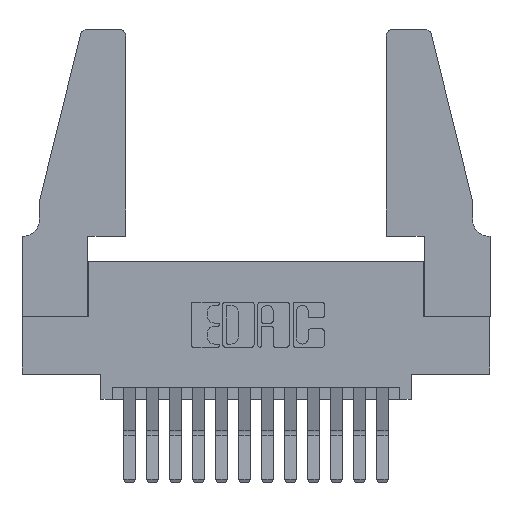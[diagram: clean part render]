
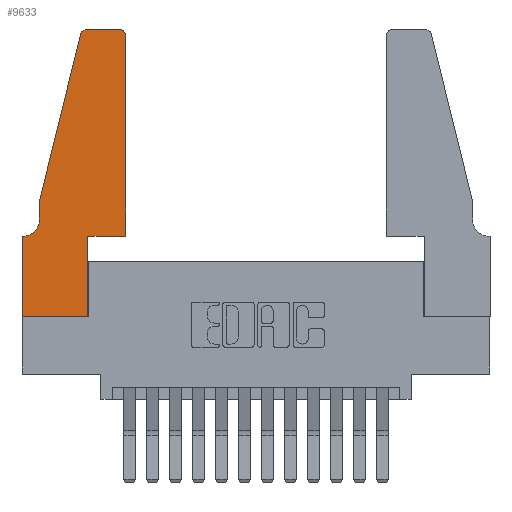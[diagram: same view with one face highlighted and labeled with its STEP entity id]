
A CAD part, top view. The second image highlights one B-rep face of the part: STEP entity #9633.
In plain terms, the highlighted planar face has unit normal (0, 0, 1).
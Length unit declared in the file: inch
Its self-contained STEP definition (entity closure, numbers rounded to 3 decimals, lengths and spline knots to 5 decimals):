
#165 = DIRECTION ( 'NONE',  ( 1., 0., 0. ) ) ;
#416 = CARTESIAN_POINT ( 'NONE',  ( 0., 0., 0.37 ) ) ;
#798 = CARTESIAN_POINT ( 'NONE',  ( 0.2865, 0., 0.37 ) ) ;
#825 = EDGE_CURVE ( 'NONE', #6699, #2308, #12935, .T. ) ;
#1019 = VERTEX_POINT ( 'NONE', #12326 ) ;
#1035 = CARTESIAN_POINT ( 'NONE',  ( 0.25487, 1.22718, 0.37 ) ) ;
#1452 = DIRECTION ( 'NONE',  ( 0., 0., 1. ) ) ;
#1866 = ORIENTED_EDGE ( 'NONE', *, *, #2245, .T. ) ;
#1954 = DIRECTION ( 'NONE',  ( 1., 0., 0. ) ) ;
#2022 = DIRECTION ( 'NONE',  ( 1., 0., 0. ) ) ;
#2039 = VERTEX_POINT ( 'NONE', #7398 ) ;
#2127 = VERTEX_POINT ( 'NONE', #7219 ) ;
#2245 = EDGE_CURVE ( 'NONE', #2308, #13641, #14653, .T. ) ;
#2308 = VERTEX_POINT ( 'NONE', #12379 ) ;
#2646 = DIRECTION ( 'NONE',  ( 1., 0., 0. ) ) ;
#2652 = EDGE_CURVE ( 'NONE', #9908, #2127, #15598, .T. ) ;
#2758 = ORIENTED_EDGE ( 'NONE', *, *, #12639, .T. ) ;
#2803 = CIRCLE ( 'NONE', #3882, 0.07 ) ;
#3019 = VECTOR ( 'NONE', #6403, 39.37008 ) ;
#3071 = CARTESIAN_POINT ( 'NONE',  ( 0.0055, 0.35, 0.37 ) ) ;
#3167 = EDGE_LOOP ( 'NONE', ( #9599, #8910, #3834, #1866, #15190, #11273, #6640, #8945, #2758, #10033, #9956, #7682 ) ) ;
#3177 = VERTEX_POINT ( 'NONE', #13662 ) ;
#3356 = CIRCLE ( 'NONE', #9535, 0.03 ) ;
#3649 = VERTEX_POINT ( 'NONE', #9624 ) ;
#3826 = CARTESIAN_POINT ( 'NONE',  ( 0.0755, 0.5, 0.37 ) ) ;
#3834 = ORIENTED_EDGE ( 'NONE', *, *, #825, .T. ) ;
#3882 = AXIS2_PLACEMENT_3D ( 'NONE', #14331, #15572, #10660 ) ;
#4714 = EDGE_CURVE ( 'NONE', #2127, #1019, #5313, .T. ) ;
#4735 = EDGE_CURVE ( 'NONE', #2039, #9488, #11008, .T. ) ;
#5018 = CARTESIAN_POINT ( 'NONE',  ( 0., 0.35, 0.37 ) ) ;
#5048 = CARTESIAN_POINT ( 'NONE',  ( 0., 0., 0.37 ) ) ;
#5080 = EDGE_CURVE ( 'NONE', #13641, #6074, #2803, .T. ) ;
#5262 = VECTOR ( 'NONE', #6486, 39.37008 ) ;
#5313 = CIRCLE ( 'NONE', #8227, 0.03 ) ;
#5432 = DIRECTION ( 'NONE',  ( 0., 1., 0. ) ) ;
#6014 = DIRECTION ( 'NONE',  ( -1., 0., 0. ) ) ;
#6074 = VERTEX_POINT ( 'NONE', #3071 ) ;
#6173 = LINE ( 'NONE', #13332, #13041 ) ;
#6180 = VERTEX_POINT ( 'NONE', #14084 ) ;
#6383 = VECTOR ( 'NONE', #8721, 39.37008 ) ;
#6403 = DIRECTION ( 'NONE',  ( -1., 0., 0. ) ) ;
#6486 = DIRECTION ( 'NONE',  ( 0., -1., 0. ) ) ;
#6640 = ORIENTED_EDGE ( 'NONE', *, *, #8095, .T. ) ;
#6699 = VERTEX_POINT ( 'NONE', #1035 ) ;
#6793 = CARTESIAN_POINT ( 'NONE',  ( 0.4505, 0.35, 0.37 ) ) ;
#6898 = DIRECTION ( 'NONE',  ( 0., 1., 0. ) ) ;
#6979 = CARTESIAN_POINT ( 'NONE',  ( 0.4505, 0.35, 0.37 ) ) ;
#7157 = CARTESIAN_POINT ( 'NONE',  ( 0.0755, 0.42, 0.37 ) ) ;
#7219 = CARTESIAN_POINT ( 'NONE',  ( 0.4505, 1.22, 0.37 ) ) ;
#7398 = CARTESIAN_POINT ( 'NONE',  ( 0., 0., 0.37 ) ) ;
#7682 = ORIENTED_EDGE ( 'NONE', *, *, #4714, .T. ) ;
#7774 = VECTOR ( 'NONE', #13753, 39.37008 ) ;
#7868 = EDGE_CURVE ( 'NONE', #1019, #6180, #6173, .T. ) ;
#8095 = EDGE_CURVE ( 'NONE', #3649, #2039, #9607, .T. ) ;
#8227 = AXIS2_PLACEMENT_3D ( 'NONE', #8606, #9865, #2646 ) ;
#8606 = CARTESIAN_POINT ( 'NONE',  ( 0.4205, 1.22, 0.37 ) ) ;
#8721 = DIRECTION ( 'NONE',  ( 0., -1., 0. ) ) ;
#8744 = CARTESIAN_POINT ( 'NONE',  ( 0.0755, 0.5, 0.37 ) ) ;
#8910 = ORIENTED_EDGE ( 'NONE', *, *, #11292, .T. ) ;
#8945 = ORIENTED_EDGE ( 'NONE', *, *, #4735, .T. ) ;
#9012 = EDGE_CURVE ( 'NONE', #3177, #9908, #10692, .T. ) ;
#9488 = VERTEX_POINT ( 'NONE', #798 ) ;
#9535 = AXIS2_PLACEMENT_3D ( 'NONE', #14927, #9888, #165 ) ;
#9599 = ORIENTED_EDGE ( 'NONE', *, *, #7868, .T. ) ;
#9607 = LINE ( 'NONE', #416, #6383 ) ;
#9624 = CARTESIAN_POINT ( 'NONE',  ( 0., 0.35, 0.37 ) ) ;
#9633 = ADVANCED_FACE ( 'NONE', ( #10305 ), #9941, .T. ) ;
#9786 = DIRECTION ( 'NONE',  ( -0.239, -0.971, 0. ) ) ;
#9865 = DIRECTION ( 'NONE',  ( 0., 0., 1. ) ) ;
#9888 = DIRECTION ( 'NONE',  ( 0., 0., 1. ) ) ;
#9908 = VERTEX_POINT ( 'NONE', #13866 ) ;
#9941 = PLANE ( 'NONE',  #15590 ) ;
#9956 = ORIENTED_EDGE ( 'NONE', *, *, #2652, .T. ) ;
#10033 = ORIENTED_EDGE ( 'NONE', *, *, #9012, .T. ) ;
#10305 = FACE_OUTER_BOUND ( 'NONE', #3167, .T. ) ;
#10453 = EDGE_CURVE ( 'NONE', #6074, #3649, #12168, .T. ) ;
#10569 = VECTOR ( 'NONE', #5432, 39.37008 ) ;
#10660 = DIRECTION ( 'NONE',  ( -1., 0., 0. ) ) ;
#10692 = LINE ( 'NONE', #6979, #13790 ) ;
#10954 = LINE ( 'NONE', #12726, #10569 ) ;
#11008 = LINE ( 'NONE', #5048, #7774 ) ;
#11273 = ORIENTED_EDGE ( 'NONE', *, *, #10453, .T. ) ;
#11292 = EDGE_CURVE ( 'NONE', #6180, #6699, #3356, .T. ) ;
#11889 = VECTOR ( 'NONE', #6898, 39.37008 ) ;
#12168 = LINE ( 'NONE', #15074, #3019 ) ;
#12326 = CARTESIAN_POINT ( 'NONE',  ( 0.4205, 1.25, 0.37 ) ) ;
#12351 = VECTOR ( 'NONE', #9786, 39.37008 ) ;
#12379 = CARTESIAN_POINT ( 'NONE',  ( 0.0755, 0.5, 0.37 ) ) ;
#12639 = EDGE_CURVE ( 'NONE', #9488, #3177, #10954, .T. ) ;
#12726 = CARTESIAN_POINT ( 'NONE',  ( 0.2865, 0.35, 0.37 ) ) ;
#12935 = LINE ( 'NONE', #8744, #12351 ) ;
#13041 = VECTOR ( 'NONE', #6014, 39.37008 ) ;
#13332 = CARTESIAN_POINT ( 'NONE',  ( 0.2605, 1.25, 0.37 ) ) ;
#13641 = VERTEX_POINT ( 'NONE', #7157 ) ;
#13662 = CARTESIAN_POINT ( 'NONE',  ( 0.2865, 0.35, 0.37 ) ) ;
#13753 = DIRECTION ( 'NONE',  ( 1., 0., 0. ) ) ;
#13790 = VECTOR ( 'NONE', #2022, 39.37008 ) ;
#13866 = CARTESIAN_POINT ( 'NONE',  ( 0.4505, 0.35, 0.37 ) ) ;
#14084 = CARTESIAN_POINT ( 'NONE',  ( 0.284, 1.25, 0.37 ) ) ;
#14331 = CARTESIAN_POINT ( 'NONE',  ( 0.0055, 0.42, 0.37 ) ) ;
#14653 = LINE ( 'NONE', #3826, #5262 ) ;
#14927 = CARTESIAN_POINT ( 'NONE',  ( 0.284, 1.22, 0.37 ) ) ;
#15074 = CARTESIAN_POINT ( 'NONE',  ( 0.0755, 0.35, 0.37 ) ) ;
#15190 = ORIENTED_EDGE ( 'NONE', *, *, #5080, .T. ) ;
#15572 = DIRECTION ( 'NONE',  ( 0., 0., -1. ) ) ;
#15590 = AXIS2_PLACEMENT_3D ( 'NONE', #5018, #1452, #1954 ) ;
#15598 = LINE ( 'NONE', #6793, #11889 ) ;
